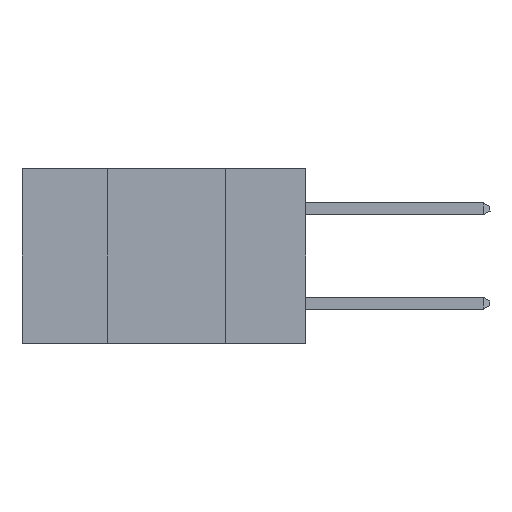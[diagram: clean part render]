
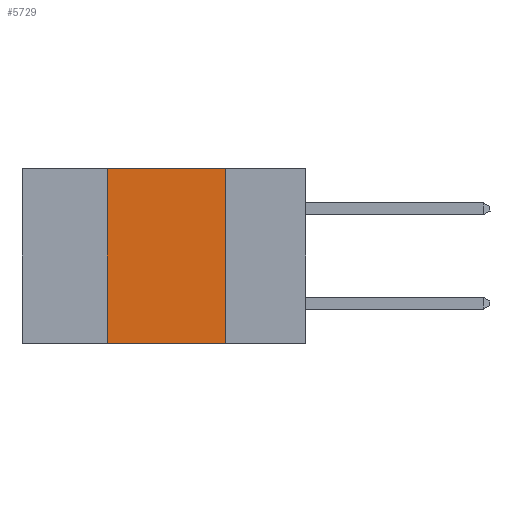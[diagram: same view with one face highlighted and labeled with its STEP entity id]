
A CAD part, left-side view. The second image highlights one B-rep face of the part: STEP entity #5729.
In plain terms, the highlighted planar face has unit normal (-1, 0, 0).
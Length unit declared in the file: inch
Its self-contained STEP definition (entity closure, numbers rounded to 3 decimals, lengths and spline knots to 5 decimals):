
#93 = CARTESIAN_POINT ( 'NONE',  ( 0., 0.17, -0.37 ) ) ;
#286 = EDGE_CURVE ( 'NONE', #7405, #4516, #4712, .T. ) ;
#1218 = ORIENTED_EDGE ( 'NONE', *, *, #286, .F. ) ;
#1557 = FACE_OUTER_BOUND ( 'NONE', #3171, .T. ) ;
#1619 = ORIENTED_EDGE ( 'NONE', *, *, #8579, .F. ) ;
#1707 = VECTOR ( 'NONE', #2858, 39.37008 ) ;
#1737 = DIRECTION ( 'NONE',  ( 1., 0., 0. ) ) ;
#2267 = CARTESIAN_POINT ( 'NONE',  ( 0., 0.42, 0. ) ) ;
#2858 = DIRECTION ( 'NONE',  ( 0., -1., 0. ) ) ;
#2977 = CARTESIAN_POINT ( 'NONE',  ( 0., 0.42, -0.37 ) ) ;
#3035 = VECTOR ( 'NONE', #5647, 39.37008 ) ;
#3171 = EDGE_LOOP ( 'NONE', ( #3766, #1218, #1619, #9296 ) ) ;
#3465 = LINE ( 'NONE', #8110, #7203 ) ;
#3766 = ORIENTED_EDGE ( 'NONE', *, *, #5887, .F. ) ;
#3972 = CARTESIAN_POINT ( 'NONE',  ( 0., 0.42, 0. ) ) ;
#3998 = CARTESIAN_POINT ( 'NONE',  ( 0., 0.6, 0. ) ) ;
#4516 = VERTEX_POINT ( 'NONE', #4743 ) ;
#4712 = LINE ( 'NONE', #3998, #3035 ) ;
#4743 = CARTESIAN_POINT ( 'NONE',  ( 0., 0.17, 0. ) ) ;
#4766 = LINE ( 'NONE', #5374, #1707 ) ;
#4906 = EDGE_CURVE ( 'NONE', #6397, #6949, #4766, .T. ) ;
#5035 = DIRECTION ( 'NONE',  ( 0., 0., -1. ) ) ;
#5131 = LINE ( 'NONE', #2267, #6799 ) ;
#5175 = CARTESIAN_POINT ( 'NONE',  ( 0., 0.6, 0. ) ) ;
#5374 = CARTESIAN_POINT ( 'NONE',  ( 0., 0.6, -0.37 ) ) ;
#5647 = DIRECTION ( 'NONE',  ( 0., -1., 0. ) ) ;
#5729 = ADVANCED_FACE ( 'NONE', ( #1557 ), #8720, .F. ) ;
#5887 = EDGE_CURVE ( 'NONE', #4516, #6949, #3465, .T. ) ;
#6397 = VERTEX_POINT ( 'NONE', #2977 ) ;
#6799 = VECTOR ( 'NONE', #7993, 39.37008 ) ;
#6949 = VERTEX_POINT ( 'NONE', #93 ) ;
#7203 = VECTOR ( 'NONE', #8943, 39.37008 ) ;
#7405 = VERTEX_POINT ( 'NONE', #3972 ) ;
#7443 = AXIS2_PLACEMENT_3D ( 'NONE', #5175, #1737, #5035 ) ;
#7993 = DIRECTION ( 'NONE',  ( 0., 0., 1. ) ) ;
#8110 = CARTESIAN_POINT ( 'NONE',  ( 0., 0.17, 0. ) ) ;
#8579 = EDGE_CURVE ( 'NONE', #6397, #7405, #5131, .T. ) ;
#8720 = PLANE ( 'NONE',  #7443 ) ;
#8943 = DIRECTION ( 'NONE',  ( 0., 0., -1. ) ) ;
#9296 = ORIENTED_EDGE ( 'NONE', *, *, #4906, .T. ) ;
